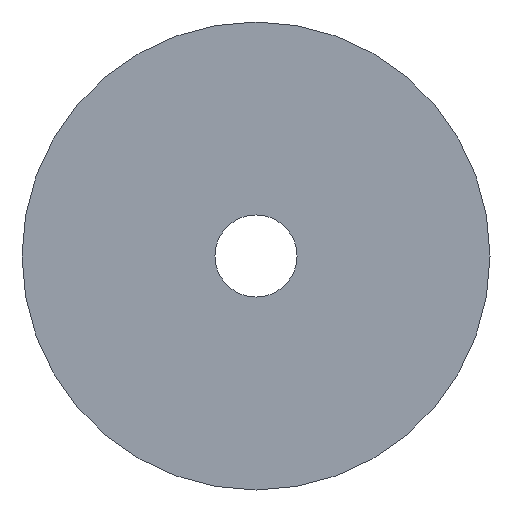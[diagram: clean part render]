
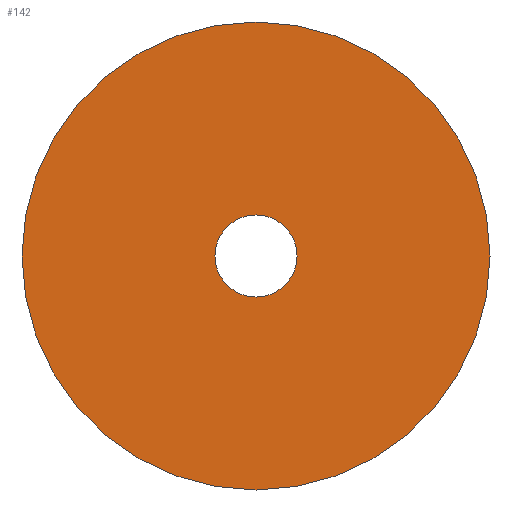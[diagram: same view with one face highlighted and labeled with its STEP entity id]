
A CAD part, front view. The second image highlights one B-rep face of the part: STEP entity #142.
In plain terms, the highlighted planar face has unit normal (0, -1, 0).
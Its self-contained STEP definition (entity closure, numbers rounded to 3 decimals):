
#2 = AXIS2_PLACEMENT_3D ( 'NONE', #253, #12, #181 ) ;
#12 = DIRECTION ( 'NONE',  ( 0., -1., 0. ) ) ;
#23 = DIRECTION ( 'NONE',  ( 0., -1., 0. ) ) ;
#26 = VERTEX_POINT ( 'NONE', #289 ) ;
#32 = ORIENTED_EDGE ( 'NONE', *, *, #311, .F. ) ;
#47 = CIRCLE ( 'NONE', #2, 3.75 ) ;
#50 = FACE_OUTER_BOUND ( 'NONE', #191, .T. ) ;
#52 = EDGE_CURVE ( 'NONE', #196, #250, #322, .T. ) ;
#69 = CARTESIAN_POINT ( 'NONE',  ( 0., 0., 3.75 ) ) ;
#73 = DIRECTION ( 'NONE',  ( 0., -1., 0. ) ) ;
#83 = FACE_BOUND ( 'NONE', #155, .T. ) ;
#120 = EDGE_CURVE ( 'NONE', #250, #196, #273, .T. ) ;
#124 = CIRCLE ( 'NONE', #159, 3.75 ) ;
#128 = DIRECTION ( 'NONE',  ( 0., 0., -1. ) ) ;
#136 = DIRECTION ( 'NONE',  ( 0., -1., 0. ) ) ;
#138 = ORIENTED_EDGE ( 'NONE', *, *, #120, .T. ) ;
#140 = CARTESIAN_POINT ( 'NONE',  ( 0., 0., 0. ) ) ;
#142 = ADVANCED_FACE ( 'NONE', ( #50, #83 ), #272, .T. ) ;
#155 = EDGE_LOOP ( 'NONE', ( #334, #32 ) ) ;
#157 = DIRECTION ( 'NONE',  ( 0., 0., -1. ) ) ;
#159 = AXIS2_PLACEMENT_3D ( 'NONE', #188, #73, #339 ) ;
#160 = AXIS2_PLACEMENT_3D ( 'NONE', #183, #205, #157 ) ;
#170 = DIRECTION ( 'NONE',  ( 0., 0., -1. ) ) ;
#181 = DIRECTION ( 'NONE',  ( 0., 0., -1. ) ) ;
#183 = CARTESIAN_POINT ( 'NONE',  ( 0., 0., 0. ) ) ;
#188 = CARTESIAN_POINT ( 'NONE',  ( 0., 0., 0. ) ) ;
#191 = EDGE_LOOP ( 'NONE', ( #138, #229 ) ) ;
#196 = VERTEX_POINT ( 'NONE', #212 ) ;
#205 = DIRECTION ( 'NONE',  ( 0., -1., 0. ) ) ;
#206 = CARTESIAN_POINT ( 'NONE',  ( 0., 0., -21.4 ) ) ;
#212 = CARTESIAN_POINT ( 'NONE',  ( 0., 0., 21.4 ) ) ;
#228 = EDGE_CURVE ( 'NONE', #26, #252, #47, .T. ) ;
#229 = ORIENTED_EDGE ( 'NONE', *, *, #52, .T. ) ;
#250 = VERTEX_POINT ( 'NONE', #206 ) ;
#251 = AXIS2_PLACEMENT_3D ( 'NONE', #319, #136, #170 ) ;
#252 = VERTEX_POINT ( 'NONE', #69 ) ;
#253 = CARTESIAN_POINT ( 'NONE',  ( 0., 0., 0. ) ) ;
#272 = PLANE ( 'NONE',  #251 ) ;
#273 = CIRCLE ( 'NONE', #285, 21.4 ) ;
#285 = AXIS2_PLACEMENT_3D ( 'NONE', #140, #23, #128 ) ;
#289 = CARTESIAN_POINT ( 'NONE',  ( 0., 0., -3.75 ) ) ;
#311 = EDGE_CURVE ( 'NONE', #252, #26, #124, .T. ) ;
#319 = CARTESIAN_POINT ( 'NONE',  ( 3.75, 0., 0. ) ) ;
#322 = CIRCLE ( 'NONE', #160, 21.4 ) ;
#334 = ORIENTED_EDGE ( 'NONE', *, *, #228, .F. ) ;
#339 = DIRECTION ( 'NONE',  ( 0., 0., -1. ) ) ;
